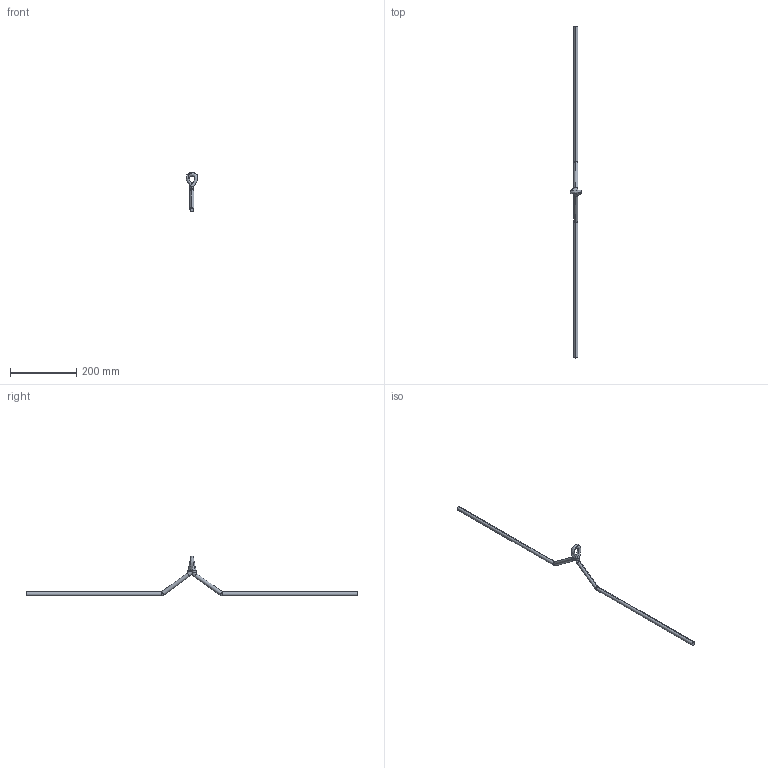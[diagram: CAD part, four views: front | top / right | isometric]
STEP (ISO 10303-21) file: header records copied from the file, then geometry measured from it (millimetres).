
FILE_DESCRIPTION (( 'STEP AP203' ), '1' );
FILE_NAME ('18300-240.step', '2015-09-17T14:52:23', ( '' ), ( '' ), 'SwSTEP 2.0', 'SolidWorks 2015', '' );
FILE_SCHEMA (( 'CONFIG_CONTROL_DESIGN' ));
Length unit declared in the file: millimetre
Products named in the file (1): 18300-240
Bounding box: 35.16 x 1000 x 120.01 mm (x, y, z)
Volume: 126705.8 mm3; surface area: 42930.5 mm2
Topology: 1 solids, 1 shells, 137 faces, 356 edges, 232 vertices
Faces by surface type: plane 67, bspline 52, cylinder 12, torus 6
Entity records: 7843 total; most frequent: CARTESIAN_POINT 4734, ORIENTED_EDGE 712, DIRECTION 462, EDGE_CURVE 356, VERTEX_POINT 232, VECTOR 222, LINE 222, EDGE_LOOP 148
